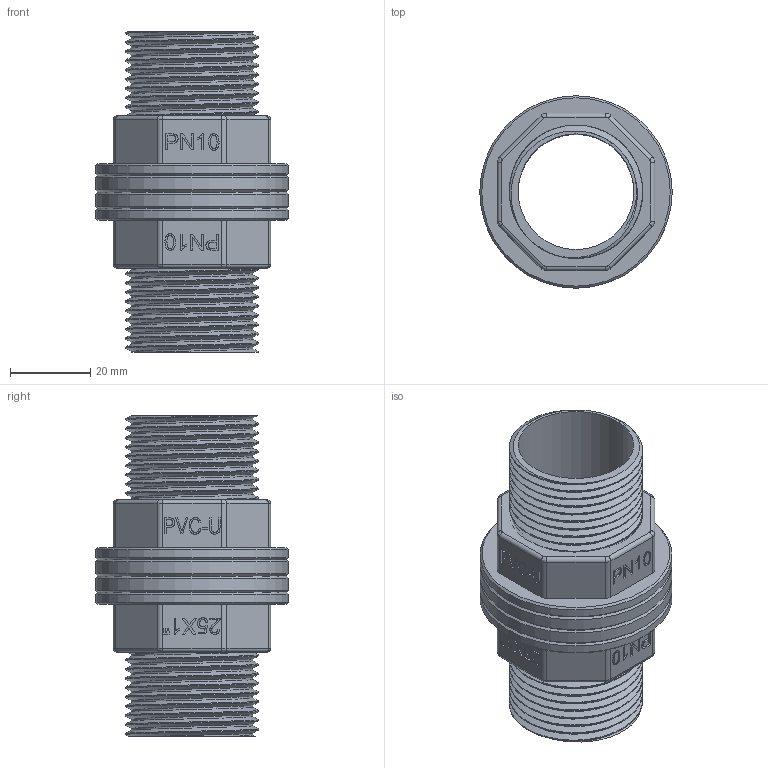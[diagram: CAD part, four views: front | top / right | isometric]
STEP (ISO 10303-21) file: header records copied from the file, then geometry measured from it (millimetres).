
FILE_DESCRIPTION(/* description */ (''),/* implementation_level */ '2;1');
FILE_NAME(/* name */ '251.stp',/* time_stamp */ '2026-02-09T14:59:06+08:00',/* author */ (''),/* organization */ (''),/* preprocessor_version */ 'ST-DEVELOPER v16',/* originating_system */ 'SIEMENS PLM Software NX 10.0',/* authorisation */ '');
FILE_SCHEMA (('AUTOMOTIVE_DESIGN { 1 0 10303 214 3 1 1 1 }'));
Length unit declared in the file: millimetre
Products named in the file (1): gelv0A5038FC64ae
Bounding box: 48 x 48 x 80 mm (x, y, z)
Volume: 34016 mm3; surface area: 39917.5 mm2
Topology: 5 solids, 5 shells, 553 faces, 1437 edges, 946 vertices
Faces by surface type: plane 290, extrusion 176, cylinder 57, bspline 22, cone 8
Full cylindrical faces by diameter (mm): 1.6 x2, 2.4 x2, 28.85 x1, 34 x2, 48 x4
Entity records: 30762 total; most frequent: CARTESIAN_POINT 18734, ORIENTED_EDGE 2828, DIRECTION 1658, EDGE_CURVE 1414, B_SPLINE_CURVE_WITH_KNOTS 958, VERTEX_POINT 942, VECTOR 670, EDGE_LOOP 634
